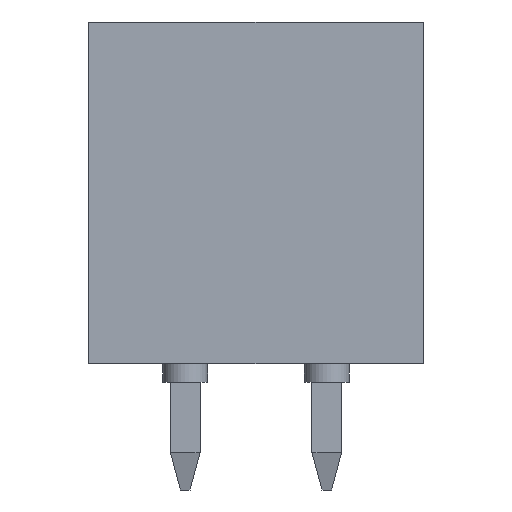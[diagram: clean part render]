
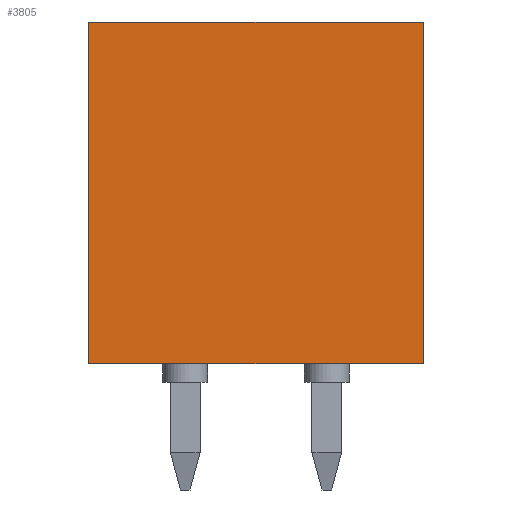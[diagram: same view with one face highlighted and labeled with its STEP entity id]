
A CAD part, front view. The second image highlights one B-rep face of the part: STEP entity #3805.
In plain terms, the highlighted planar face has unit normal (0, -1, 0).
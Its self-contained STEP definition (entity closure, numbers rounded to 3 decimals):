
#3766=CARTESIAN_POINT('',(-4.956,-3.,9.66));
#3767=DIRECTION('',(0.0,-1.0,0.0));
#3768=DIRECTION('',(1.0,0.0,0.0));
#3769=AXIS2_PLACEMENT_3D('',#3766,#3767,#3768);
#3770=PLANE('',#3769);
#3771=CARTESIAN_POINT('',(-4.505,-3.,0.));
#3772=VERTEX_POINT('',#3771);
#3773=CARTESIAN_POINT('',(4.505,-3.,0.));
#3774=VERTEX_POINT('',#3773);
#3775=CARTESIAN_POINT('',(-4.505,-3.,0.));
#3776=DIRECTION('',(1.0,0.0,0.0));
#3777=VECTOR('',#3776,9.01);
#3778=LINE('',#3775,#3777);
#3779=EDGE_CURVE('',#3772,#3774,#3778,.T.);
#3780=ORIENTED_EDGE('',*,*,#3779,.T.);
#3781=CARTESIAN_POINT('',(4.505,-3.0,9.2));
#3782=VERTEX_POINT('',#3781);
#3783=CARTESIAN_POINT('',(4.505,-3.,0.));
#3784=DIRECTION('',(0.0,0.0,1.0));
#3785=VECTOR('',#3784,9.2);
#3786=LINE('',#3783,#3785);
#3787=EDGE_CURVE('',#3774,#3782,#3786,.T.);
#3788=ORIENTED_EDGE('',*,*,#3787,.T.);
#3789=CARTESIAN_POINT('',(-4.505,-3.0,9.2));
#3790=VERTEX_POINT('',#3789);
#3791=CARTESIAN_POINT('',(4.505,-3.0,9.2));
#3792=DIRECTION('',(-1.0,0.0,0.0));
#3793=VECTOR('',#3792,9.01);
#3794=LINE('',#3791,#3793);
#3795=EDGE_CURVE('',#3782,#3790,#3794,.T.);
#3796=ORIENTED_EDGE('',*,*,#3795,.T.);
#3797=CARTESIAN_POINT('',(-4.505,-3.,0.));
#3798=DIRECTION('',(0.0,0.0,1.0));
#3799=VECTOR('',#3798,9.2);
#3800=LINE('',#3797,#3799);
#3801=EDGE_CURVE('',#3772,#3790,#3800,.T.);
#3802=ORIENTED_EDGE('',*,*,#3801,.F.);
#3803=EDGE_LOOP('',(#3780,#3788,#3796,#3802));
#3804=FACE_OUTER_BOUND('',#3803,.T.);
#3805=ADVANCED_FACE('',(#3804),#3770,.T.);
